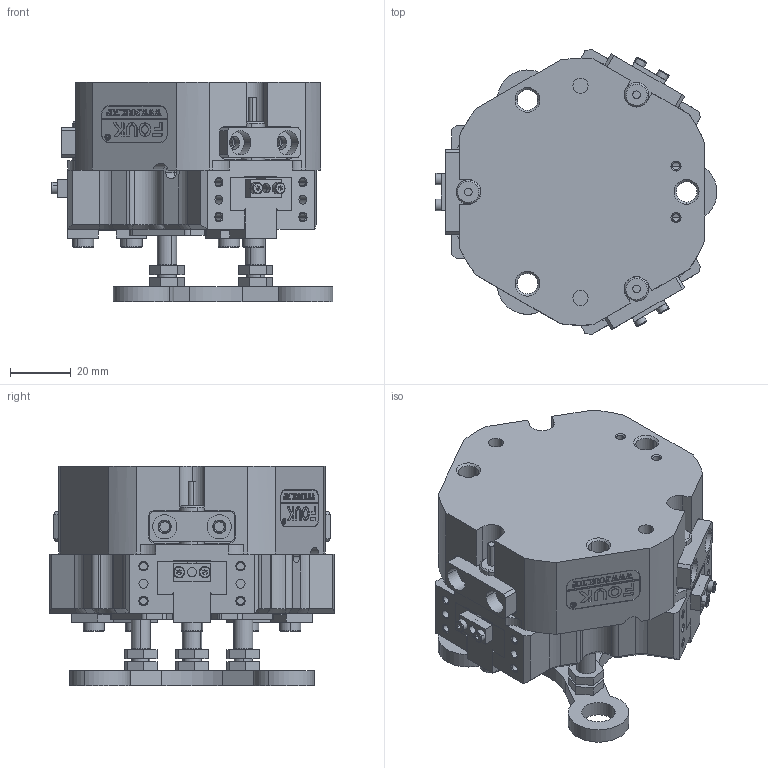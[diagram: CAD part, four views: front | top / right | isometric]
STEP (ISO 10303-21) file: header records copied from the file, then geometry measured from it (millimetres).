
FILE_DESCRIPTION (( 'STEP AP203' ), '1' );
FILE_NAME ('TZ55-94-C28.STEP', '2024-12-02T06:41:21', ( 'USER-' ), ( 'Microsoft' ), 'SwSTEP 2.0', 'SolidWorks 2018', '' );
FILE_SCHEMA (( 'CONFIG_CONTROL_DESIGN' ));
Length unit declared in the file: millimetre
Products named in the file (27): TZ55-94-C28杅耀.sldasm-Part-17; 埴翐芛_GB_FASTENER_SCREWS_HSHCS M2X8-N; TZ55-94-C28杅耀.sldasm-Part-25; TZ55-94-C28杅耀.sldasm-Part-1; TZ55-94-C28杅耀.sldasm-Part-27; TZ55-94-C28杅耀.sldasm-Part-22; TZ55-94-C28杅耀.sldasm-Part-15; TZ55-94-C28杅耀.sldasm-Part-28; TZ55-94-C28杅耀.sldasm-Part-10; TZ55-94-C28杅耀.sldasm-Part-14; TZ55-94-C28; TZ55-94-C28杅耀.sldasm-Part-23; TZ55-94-C28杅耀.sldasm-Part-19; 8-18換覜ん; TZ55-94-C28杅耀.sldasm-Part-4; TZ55-94-C28杅耀.sldasm-Part-24; TZ55-94-C28杅耀.sldasm-Part-16; TZ55-94-C28杅耀.sldasm-Part-12; TZ55-94-C28杅耀.sldasm-Part-29; 揤輸蚾饜极; TZ55-94-C28杅耀.sldasm-Part-7; TZ55-94-C28杅耀.sldasm-Part-21; 25x12-R3; 揤輸杅耀.sldasm-Part-9; TZ55-94-C28杅耀.sldasm-Part-20; TZ55-94-C28杅耀.sldasm-Part-26; TZ55-94-C28杅耀.sldasm-Part-2
Assembly tree (34 placements, depth 3):
  TZ55-94-C28
    TZ55-94-C28杅耀.sldasm-Part-1
    TZ55-94-C28杅耀.sldasm-Part-2
    TZ55-94-C28杅耀.sldasm-Part-4
    TZ55-94-C28杅耀.sldasm-Part-7  x2
    TZ55-94-C28杅耀.sldasm-Part-10
    TZ55-94-C28杅耀.sldasm-Part-12
    TZ55-94-C28杅耀.sldasm-Part-14
    TZ55-94-C28杅耀.sldasm-Part-15
    TZ55-94-C28杅耀.sldasm-Part-16
    TZ55-94-C28杅耀.sldasm-Part-17
    TZ55-94-C28杅耀.sldasm-Part-19  x3
    TZ55-94-C28杅耀.sldasm-Part-20
    TZ55-94-C28杅耀.sldasm-Part-21
    TZ55-94-C28杅耀.sldasm-Part-22
    TZ55-94-C28杅耀.sldasm-Part-23
    TZ55-94-C28杅耀.sldasm-Part-24
    TZ55-94-C28杅耀.sldasm-Part-25
    TZ55-94-C28杅耀.sldasm-Part-26
    TZ55-94-C28杅耀.sldasm-Part-27
    TZ55-94-C28杅耀.sldasm-Part-28
    TZ55-94-C28杅耀.sldasm-Part-29
    8-18換覜ん  x3
    揤輸蚾饜极  x3
      揤輸杅耀.sldasm-Part-9
      埴翐芛_GB_FASTENER_SCREWS_HSHCS M2X8-N
    25x12-R3
Bounding box: 92.9 x 94.11 x 72.5 mm (x, y, z)
Volume: 263890.6 mm3; surface area: 73536.4 mm2
Topology: 37 solids, 77 shells, 1866 faces, 4623 edges, 2942 vertices
Faces by surface type: plane 853, cylinder 480, cone 366, bspline 155, torus 12
Entity records: 53932 total; most frequent: CARTESIAN_POINT 14251, ORIENTED_EDGE 7548, DIRECTION 7509, EDGE_CURVE 3774, AXIS2_PLACEMENT_3D 2629, VERTEX_POINT 2461, LINE 2251, VECTOR 2251
